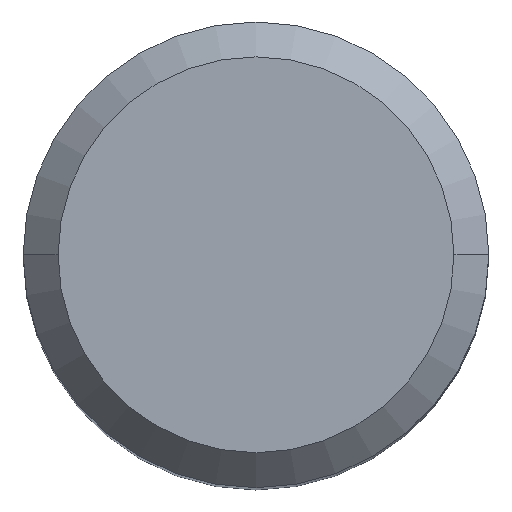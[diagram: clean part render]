
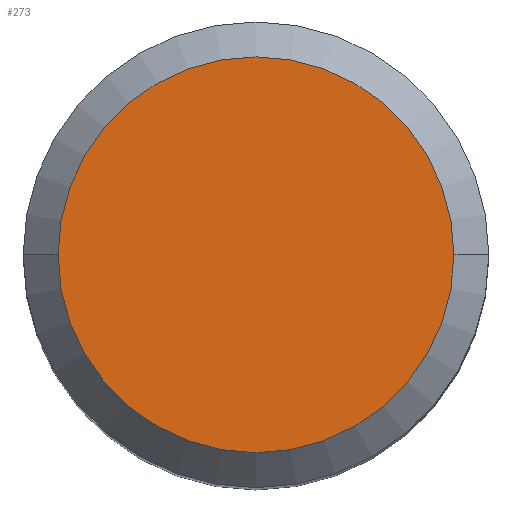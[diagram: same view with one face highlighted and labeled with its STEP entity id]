
A CAD part, top view. The second image highlights one B-rep face of the part: STEP entity #273.
In plain terms, the highlighted planar face has unit normal (0, 0, 1).
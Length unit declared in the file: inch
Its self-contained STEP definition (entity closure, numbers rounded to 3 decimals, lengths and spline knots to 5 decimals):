
#8 = DIRECTION ( 'NONE',  ( 0., 0., 1. ) ) ;
#29 = EDGE_LOOP ( 'NONE', ( #368, #47 ) ) ;
#47 = ORIENTED_EDGE ( 'NONE', *, *, #466, .T. ) ;
#98 = DIRECTION ( 'NONE',  ( 1., 0., 0. ) ) ;
#100 = DIRECTION ( 'NONE',  ( 0., 0., 1. ) ) ;
#126 = FACE_OUTER_BOUND ( 'NONE', #29, .T. ) ;
#136 = AXIS2_PLACEMENT_3D ( 'NONE', #320, #100, #98 ) ;
#137 = CARTESIAN_POINT ( 'NONE',  ( 0., 0., 0. ) ) ;
#151 = EDGE_CURVE ( 'NONE', #426, #280, #375, .T. ) ;
#180 = CARTESIAN_POINT ( 'NONE',  ( -0.26771, 0., 0. ) ) ;
#206 = PLANE ( 'NONE',  #268 ) ;
#208 = CARTESIAN_POINT ( 'NONE',  ( 0.26771, 0., 0. ) ) ;
#214 = DIRECTION ( 'NONE',  ( 1., 0., 0. ) ) ;
#268 = AXIS2_PLACEMENT_3D ( 'NONE', #317, #276, #425 ) ;
#273 = ADVANCED_FACE ( 'NONE', ( #126 ), #206, .F. ) ;
#276 = DIRECTION ( 'NONE',  ( 0., 0., -1. ) ) ;
#280 = VERTEX_POINT ( 'NONE', #208 ) ;
#317 = CARTESIAN_POINT ( 'NONE',  ( 0., 0., 0. ) ) ;
#320 = CARTESIAN_POINT ( 'NONE',  ( 0., 0., 0. ) ) ;
#368 = ORIENTED_EDGE ( 'NONE', *, *, #151, .T. ) ;
#375 = CIRCLE ( 'NONE', #136, 0.26771 ) ;
#408 = CIRCLE ( 'NONE', #434, 0.26771 ) ;
#425 = DIRECTION ( 'NONE',  ( -1., 0., 0. ) ) ;
#426 = VERTEX_POINT ( 'NONE', #180 ) ;
#434 = AXIS2_PLACEMENT_3D ( 'NONE', #137, #8, #214 ) ;
#466 = EDGE_CURVE ( 'NONE', #280, #426, #408, .T. ) ;
